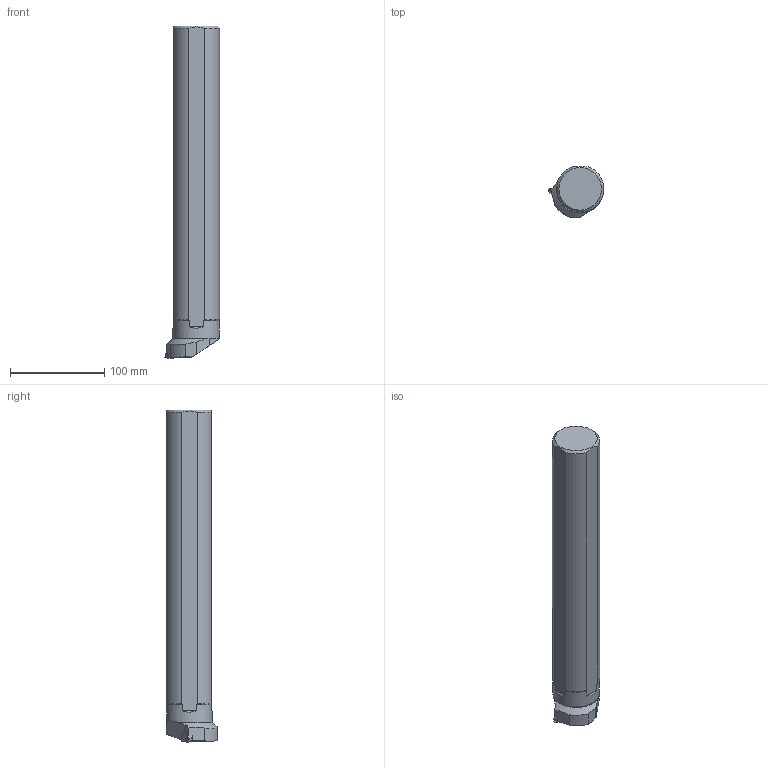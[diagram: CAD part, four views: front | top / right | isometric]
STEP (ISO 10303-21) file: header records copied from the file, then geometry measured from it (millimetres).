
FILE_DESCRIPTION(/* description */ (''),/* implementation_level */ '2;1');
FILE_NAME(/* name */ '1710923565795.stp',/* time_stamp */ '2024-03-20T09:32:53+01:00',/* author */ (''),/* organization */ ('SMS'),/* preprocessor_version */ 'ST-DEVELOPER v16.7',/* originating_system */ 'SIEMENS PLM Software NX 12.0',/* authorisation */ '');
FILE_SCHEMA (('AUTOMOTIVE_DESIGN { 1 0 10303 214 3 1 1 1 }'));
Length unit declared in the file: millimetre
Products named in the file (4): 204667525ndi000_00; 205211934mod000_00; 205211935mod000_00; 205213615mod000_00
Assembly tree (3 placements, depth 2):
  205213615mod000_00
    205211935mod000_00
    205211934mod000_00
    204667525ndi000_00
Bounding box: 58.86 x 52.99 x 351.5 mm (x, y, z)
Volume: 660106.5 mm3; surface area: 58282.2 mm2
Topology: 2 solids, 2 shells, 85 faces, 243 edges, 165 vertices
Faces by surface type: plane 46, cylinder 26, torus 7, cone 6
Entity records: 3162 total; most frequent: CARTESIAN_POINT 846, ORIENTED_EDGE 472, DIRECTION 453, EDGE_CURVE 236, VERTEX_POINT 159, AXIS2_PLACEMENT_3D 155, LINE 143, VECTOR 143
